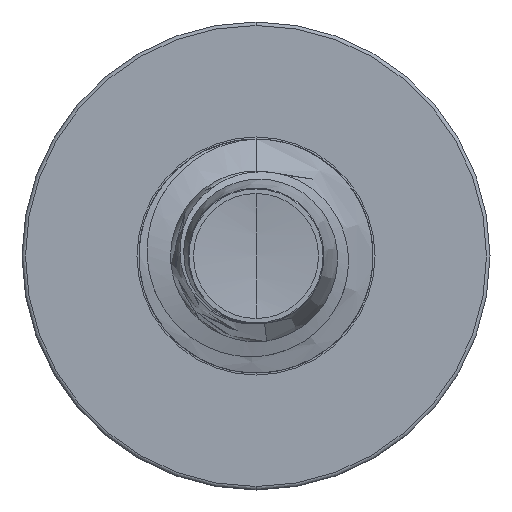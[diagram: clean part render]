
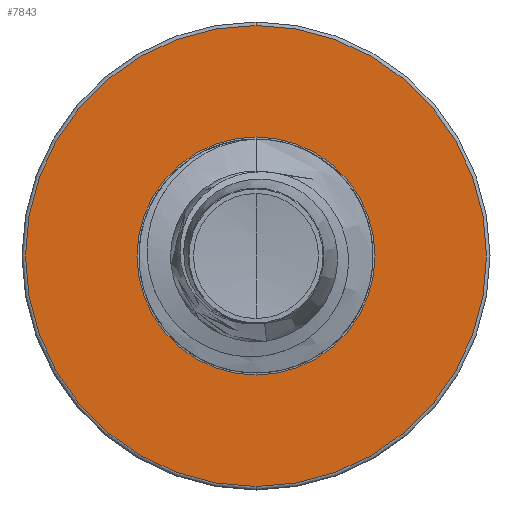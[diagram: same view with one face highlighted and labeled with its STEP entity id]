
A CAD part, front view. The second image highlights one B-rep face of the part: STEP entity #7843.
In plain terms, the highlighted planar face has unit normal (0, -1, 0).
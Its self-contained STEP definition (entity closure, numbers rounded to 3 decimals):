
#368 = VERTEX_POINT ( 'NONE', #14750 ) ;
#1346 = DIRECTION ( 'NONE',  ( 0., 1., 0. ) ) ;
#1348 = EDGE_CURVE ( 'NONE', #368, #9133, #4997, .T. ) ;
#2156 = AXIS2_PLACEMENT_3D ( 'NONE', #9150, #1346, #10324 ) ;
#2652 = ORIENTED_EDGE ( 'NONE', *, *, #13873, .T. ) ;
#2814 = AXIS2_PLACEMENT_3D ( 'NONE', #11292, #11285, #11274 ) ;
#2961 = CARTESIAN_POINT ( 'NONE',  ( 0., 8., -0.916 ) ) ;
#3784 = CIRCLE ( 'NONE', #14354, 1.773 ) ;
#3903 = EDGE_LOOP ( 'NONE', ( #11507, #8776 ) ) ;
#4695 = VERTEX_POINT ( 'NONE', #2961 ) ;
#4968 = CIRCLE ( 'NONE', #2814, 0.916 ) ;
#4997 = CIRCLE ( 'NONE', #7366, 1.773 ) ;
#5695 = ORIENTED_EDGE ( 'NONE', *, *, #11249, .T. ) ;
#6808 = EDGE_CURVE ( 'NONE', #9133, #368, #3784, .T. ) ;
#7366 = AXIS2_PLACEMENT_3D ( 'NONE', #8387, #8374, #14362 ) ;
#7809 = CARTESIAN_POINT ( 'NONE',  ( 0., 8., 1.773 ) ) ;
#7820 = AXIS2_PLACEMENT_3D ( 'NONE', #10278, #10245, #10229 ) ;
#7843 = ADVANCED_FACE ( 'NONE', ( #11768, #12124 ), #10275, .F. ) ;
#8374 = DIRECTION ( 'NONE',  ( 0., 1., 0. ) ) ;
#8387 = CARTESIAN_POINT ( 'NONE',  ( 0., 8., 0. ) ) ;
#8776 = ORIENTED_EDGE ( 'NONE', *, *, #1348, .F. ) ;
#9133 = VERTEX_POINT ( 'NONE', #7809 ) ;
#9150 = CARTESIAN_POINT ( 'NONE',  ( 0., 8., 0. ) ) ;
#9968 = CIRCLE ( 'NONE', #2156, 0.916 ) ;
#10229 = DIRECTION ( 'NONE',  ( 0., 0., 1. ) ) ;
#10245 = DIRECTION ( 'NONE',  ( 0., 1., 0. ) ) ;
#10275 = PLANE ( 'NONE',  #7820 ) ;
#10278 = CARTESIAN_POINT ( 'NONE',  ( 0., 8., -0.916 ) ) ;
#10324 = DIRECTION ( 'NONE',  ( 0., 0., 1. ) ) ;
#10781 = VERTEX_POINT ( 'NONE', #12003 ) ;
#11249 = EDGE_CURVE ( 'NONE', #10781, #4695, #4968, .T. ) ;
#11274 = DIRECTION ( 'NONE',  ( 0., 0., 1. ) ) ;
#11285 = DIRECTION ( 'NONE',  ( 0., 1., 0. ) ) ;
#11292 = CARTESIAN_POINT ( 'NONE',  ( 0., 8., 0. ) ) ;
#11486 = DIRECTION ( 'NONE',  ( 0., 0., 1. ) ) ;
#11501 = DIRECTION ( 'NONE',  ( 0., 1., 0. ) ) ;
#11507 = ORIENTED_EDGE ( 'NONE', *, *, #6808, .F. ) ;
#11512 = CARTESIAN_POINT ( 'NONE',  ( 0., 8., 0. ) ) ;
#11768 = FACE_OUTER_BOUND ( 'NONE', #3903, .T. ) ;
#12003 = CARTESIAN_POINT ( 'NONE',  ( 0., 8., 0.916 ) ) ;
#12124 = FACE_BOUND ( 'NONE', #14021, .T. ) ;
#13873 = EDGE_CURVE ( 'NONE', #4695, #10781, #9968, .T. ) ;
#14021 = EDGE_LOOP ( 'NONE', ( #5695, #2652 ) ) ;
#14354 = AXIS2_PLACEMENT_3D ( 'NONE', #11512, #11501, #11486 ) ;
#14362 = DIRECTION ( 'NONE',  ( 0., 0., 1. ) ) ;
#14750 = CARTESIAN_POINT ( 'NONE',  ( 0., 8., -1.773 ) ) ;
